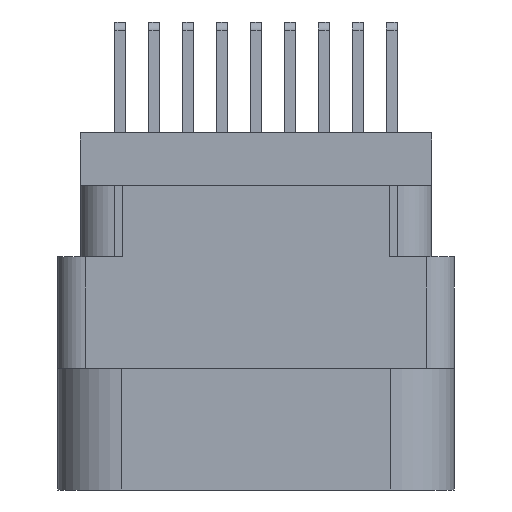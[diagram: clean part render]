
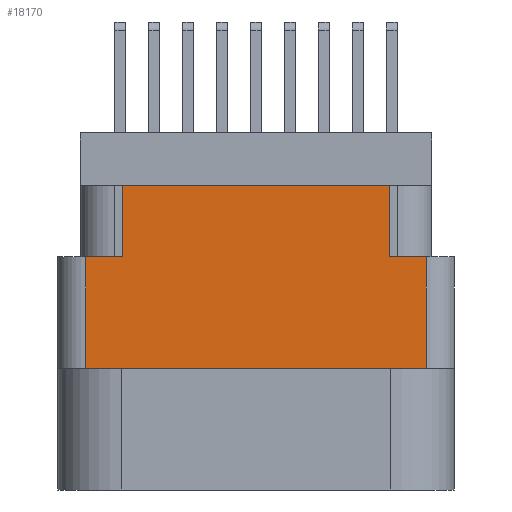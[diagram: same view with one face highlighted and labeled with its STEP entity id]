
A CAD part, left-side view. The second image highlights one B-rep face of the part: STEP entity #18170.
In plain terms, the highlighted planar face has unit normal (-1, 0, 0).
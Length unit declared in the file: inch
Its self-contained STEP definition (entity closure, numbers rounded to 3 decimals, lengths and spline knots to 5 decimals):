
#2321 = EDGE_CURVE ( 'NONE', #17156, #40297, #12851, .T. ) ;
#4003 = ORIENTED_EDGE ( 'NONE', *, *, #36399, .T. ) ;
#4821 = DIRECTION ( 'NONE',  ( 0., 0., 1. ) ) ;
#5091 = LINE ( 'NONE', #28624, #8924 ) ;
#5540 = VECTOR ( 'NONE', #9400, 39.37008 ) ;
#7398 = EDGE_CURVE ( 'NONE', #39327, #48900, #5091, .T. ) ;
#7459 = ORIENTED_EDGE ( 'NONE', *, *, #38516, .F. ) ;
#8496 = CARTESIAN_POINT ( 'NONE',  ( -1.2955, 0.376, -0.52 ) ) ;
#8924 = VECTOR ( 'NONE', #46709, 39.37008 ) ;
#8999 = LINE ( 'NONE', #43081, #31123 ) ;
#9067 = CARTESIAN_POINT ( 'NONE',  ( -1.2955, 0.296, -0.274 ) ) ;
#9400 = DIRECTION ( 'NONE',  ( 0., -1., 0. ) ) ;
#9643 = CARTESIAN_POINT ( 'NONE',  ( -1.2955, 0., -0.274 ) ) ;
#12851 = LINE ( 'NONE', #9067, #41895 ) ;
#13696 = VERTEX_POINT ( 'NONE', #49360 ) ;
#14951 = DIRECTION ( 'NONE',  ( 0., 1., 0. ) ) ;
#17156 = VERTEX_POINT ( 'NONE', #33555 ) ;
#18170 = ADVANCED_FACE ( 'NONE', ( #24635 ), #29136, .T. ) ;
#18375 = VECTOR ( 'NONE', #14951, 39.37008 ) ;
#18694 = CARTESIAN_POINT ( 'NONE',  ( -1.2955, 0., -0.52 ) ) ;
#19387 = VECTOR ( 'NONE', #20876, 39.37008 ) ;
#19699 = ORIENTED_EDGE ( 'NONE', *, *, #46280, .F. ) ;
#20289 = DIRECTION ( 'NONE',  ( 0., 0., -1. ) ) ;
#20876 = DIRECTION ( 'NONE',  ( 0., -1., 0. ) ) ;
#21382 = CARTESIAN_POINT ( 'NONE',  ( -1.2955, -0.438, -0.789 ) ) ;
#21605 = CARTESIAN_POINT ( 'NONE',  ( -1.2955, -0.296, -0.117 ) ) ;
#24619 = ORIENTED_EDGE ( 'NONE', *, *, #7398, .T. ) ;
#24635 = FACE_OUTER_BOUND ( 'NONE', #38358, .T. ) ;
#25524 = VERTEX_POINT ( 'NONE', #8496 ) ;
#28624 = CARTESIAN_POINT ( 'NONE',  ( -1.2955, -0.296, -0.274 ) ) ;
#28866 = VECTOR ( 'NONE', #44157, 39.37008 ) ;
#28868 = CARTESIAN_POINT ( 'NONE',  ( -1.2955, 0.376, -0.274 ) ) ;
#28906 = VERTEX_POINT ( 'NONE', #28868 ) ;
#29136 = PLANE ( 'NONE',  #32822 ) ;
#31123 = VECTOR ( 'NONE', #20289, 39.37008 ) ;
#31472 = ORIENTED_EDGE ( 'NONE', *, *, #47548, .T. ) ;
#32822 = AXIS2_PLACEMENT_3D ( 'NONE', #21382, #39672, #44436 ) ;
#33427 = DIRECTION ( 'NONE',  ( 0., -1., 0. ) ) ;
#33555 = CARTESIAN_POINT ( 'NONE',  ( -1.2955, 0.296, -0.274 ) ) ;
#33698 = EDGE_CURVE ( 'NONE', #39327, #13696, #48979, .T. ) ;
#35417 = CARTESIAN_POINT ( 'NONE',  ( -1.2955, 0.438, -0.117 ) ) ;
#35720 = CARTESIAN_POINT ( 'NONE',  ( -1.2955, 0.296, -0.117 ) ) ;
#35820 = CARTESIAN_POINT ( 'NONE',  ( -1.2955, -0.296, -0.274 ) ) ;
#36399 = EDGE_CURVE ( 'NONE', #28906, #25524, #8999, .T. ) ;
#37096 = VERTEX_POINT ( 'NONE', #39132 ) ;
#38358 = EDGE_LOOP ( 'NONE', ( #19699, #4003, #7459, #31472, #40560, #24619, #43876, #41481 ) ) ;
#38516 = EDGE_CURVE ( 'NONE', #37096, #25524, #45252, .T. ) ;
#39132 = CARTESIAN_POINT ( 'NONE',  ( -1.2955, -0.376, -0.52 ) ) ;
#39327 = VERTEX_POINT ( 'NONE', #35820 ) ;
#39672 = DIRECTION ( 'NONE',  ( -1., 0., 0. ) ) ;
#39902 = LINE ( 'NONE', #35417, #19387 ) ;
#40297 = VERTEX_POINT ( 'NONE', #35720 ) ;
#40560 = ORIENTED_EDGE ( 'NONE', *, *, #33698, .F. ) ;
#40772 = EDGE_CURVE ( 'NONE', #40297, #48900, #39902, .T. ) ;
#41357 = VECTOR ( 'NONE', #33427, 39.37008 ) ;
#41481 = ORIENTED_EDGE ( 'NONE', *, *, #2321, .F. ) ;
#41895 = VECTOR ( 'NONE', #4821, 39.37008 ) ;
#43081 = CARTESIAN_POINT ( 'NONE',  ( -1.2955, 0.376, -0.789 ) ) ;
#43876 = ORIENTED_EDGE ( 'NONE', *, *, #40772, .F. ) ;
#43980 = LINE ( 'NONE', #9643, #5540 ) ;
#44157 = DIRECTION ( 'NONE',  ( 0., 0., 1. ) ) ;
#44411 = LINE ( 'NONE', #45320, #28866 ) ;
#44436 = DIRECTION ( 'NONE',  ( 0., 0., 1. ) ) ;
#45217 = CARTESIAN_POINT ( 'NONE',  ( -1.2955, 0., -0.274 ) ) ;
#45252 = LINE ( 'NONE', #18694, #18375 ) ;
#45320 = CARTESIAN_POINT ( 'NONE',  ( -1.2955, -0.376, -0.789 ) ) ;
#46280 = EDGE_CURVE ( 'NONE', #28906, #17156, #43980, .T. ) ;
#46709 = DIRECTION ( 'NONE',  ( 0., 0., 1. ) ) ;
#47548 = EDGE_CURVE ( 'NONE', #37096, #13696, #44411, .T. ) ;
#48900 = VERTEX_POINT ( 'NONE', #21605 ) ;
#48979 = LINE ( 'NONE', #45217, #41357 ) ;
#49360 = CARTESIAN_POINT ( 'NONE',  ( -1.2955, -0.376, -0.274 ) ) ;
